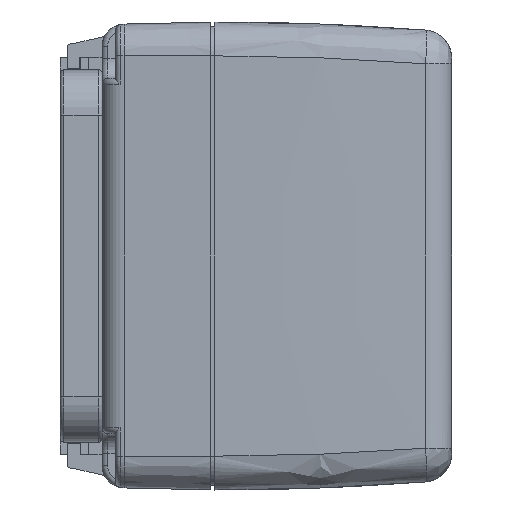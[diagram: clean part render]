
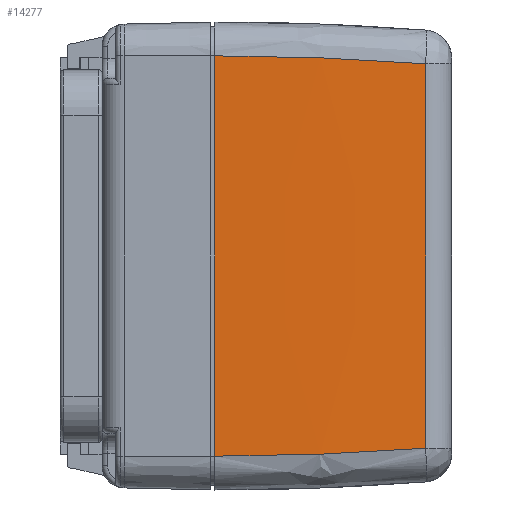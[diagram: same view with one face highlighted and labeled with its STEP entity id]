
A CAD part, left-side view. The second image highlights one B-rep face of the part: STEP entity #14277.
In plain terms, the highlighted free-form (B-spline) face has degree [3, 3] with [4, 4] control points.
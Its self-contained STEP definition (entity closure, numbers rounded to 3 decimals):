
#79 = CARTESIAN_POINT ( 'NONE',  ( -61.829, -11.198, -18.436 ) ) ;
#154 = CARTESIAN_POINT ( 'NONE',  ( -61.857, -10.822, -18.53 ) ) ;
#772 = B_SPLINE_CURVE_WITH_KNOTS ( 'NONE', 3,
 ( #11833, #14793, #79, #20737 ),
 .UNSPECIFIED., .F., .F.,
 ( 4, 4 ),
 ( 0., 1. ),
 .UNSPECIFIED. ) ;
#1925 = CARTESIAN_POINT ( 'NONE',  ( -62.095, -4.966, 16.801 ) ) ;
#2029 = CARTESIAN_POINT ( 'NONE',  ( -61.382, -17.043, 16.097 ) ) ;
#3074 = EDGE_LOOP ( 'NONE', ( #20958, #20583, #34501, #34356 ) ) ;
#3171 = CARTESIAN_POINT ( 'NONE',  ( -61.857, -10.816, 5.035 ) ) ;
#6030 = CARTESIAN_POINT ( 'NONE',  ( -62.095, 1.647, -0.949 ) ) ;
#6055 = B_SPLINE_SURFACE_WITH_KNOTS ( 'NONE', 3, 3, ( 
 ( #32333, #8968, #29529, #11901 ),
 ( #32468, #14858, #35364, #17830 ),
 ( #154, #20797, #3171, #23763 ),
 ( #6149, #26732, #9100, #29653 ) ),
 .UNSPECIFIED., .F., .F., .F.,
 ( 4, 4 ),
 ( 4, 4 ),
 ( 0.187, 18.92 ),
 ( 0.711, 36.267 ),
 .UNSPECIFIED. ) ;
#6149 = CARTESIAN_POINT ( 'NONE',  ( -61.382, -17.043, -18.1 ) ) ;
#6547 = VECTOR ( 'NONE', #14739, 1000. ) ;
#7879 = CARTESIAN_POINT ( 'NONE',  ( -61.382, -17.043, 16.097 ) ) ;
#8968 = CARTESIAN_POINT ( 'NONE',  ( -62.095, 1.647, -6.866 ) ) ;
#9100 = CARTESIAN_POINT ( 'NONE',  ( -61.382, -17.041, 4.804 ) ) ;
#10818 = CARTESIAN_POINT ( 'NONE',  ( -62.095, 1.647, 16.801 ) ) ;
#10916 = CARTESIAN_POINT ( 'NONE',  ( -61.382, -17.041, -6.631 ) ) ;
#11300 = VERTEX_POINT ( 'NONE', #29278 ) ;
#11387 = B_SPLINE_CURVE_WITH_KNOTS ( 'NONE', 3,
 ( #2029, #25598, #10916, #31462 ),
 .UNSPECIFIED., .F., .F.,
 ( 4, 4 ),
 ( 0., 1. ),
 .UNSPECIFIED. ) ;
#11833 = CARTESIAN_POINT ( 'NONE',  ( -62.095, 1.647, -18.699 ) ) ;
#11901 = CARTESIAN_POINT ( 'NONE',  ( -62.095, 1.647, 16.801 ) ) ;
#12122 = CARTESIAN_POINT ( 'NONE',  ( -62.095, 1.647, 16.801 ) ) ;
#12469 = FACE_OUTER_BOUND ( 'NONE', #3074, .T. ) ;
#13494 = EDGE_CURVE ( 'NONE', #25405, #20332, #23086, .T. ) ;
#13720 = CARTESIAN_POINT ( 'NONE',  ( -61.382, -17.043, 16.097 ) ) ;
#14277 = ADVANCED_FACE ( 'NONE', ( #12469 ), #6055, .T. ) ;
#14739 = DIRECTION ( 'NONE',  ( 0., 0., -1. ) ) ;
#14793 = CARTESIAN_POINT ( 'NONE',  ( -62.095, -4.969, -18.699 ) ) ;
#14858 = CARTESIAN_POINT ( 'NONE',  ( -62.095, -4.586, -6.987 ) ) ;
#16008 = EDGE_CURVE ( 'NONE', #20332, #27949, #29980, .T. ) ;
#17830 = CARTESIAN_POINT ( 'NONE',  ( -62.095, -4.592, 16.831 ) ) ;
#20332 = VERTEX_POINT ( 'NONE', #12122 ) ;
#20583 = ORIENTED_EDGE ( 'NONE', *, *, #13494, .T. ) ;
#20737 = CARTESIAN_POINT ( 'NONE',  ( -61.382, -17.043, -17.995 ) ) ;
#20797 = CARTESIAN_POINT ( 'NONE',  ( -61.857, -10.816, -6.933 ) ) ;
#20958 = ORIENTED_EDGE ( 'NONE', *, *, #31387, .F. ) ;
#23086 = B_SPLINE_CURVE_WITH_KNOTS ( 'NONE', 3,
 ( #7879, #34030, #1925, #10818 ),
 .UNSPECIFIED., .F., .F.,
 ( 4, 4 ),
 ( 0., 1. ),
 .UNSPECIFIED. ) ;
#23763 = CARTESIAN_POINT ( 'NONE',  ( -61.857, -10.822, 16.632 ) ) ;
#25405 = VERTEX_POINT ( 'NONE', #13720 ) ;
#25598 = CARTESIAN_POINT ( 'NONE',  ( -61.382, -17.041, 4.733 ) ) ;
#26732 = CARTESIAN_POINT ( 'NONE',  ( -61.382, -17.041, -6.703 ) ) ;
#27949 = VERTEX_POINT ( 'NONE', #29463 ) ;
#27955 = EDGE_CURVE ( 'NONE', #27949, #11300, #772, .T. ) ;
#29278 = CARTESIAN_POINT ( 'NONE',  ( -61.382, -17.043, -17.995 ) ) ;
#29463 = CARTESIAN_POINT ( 'NONE',  ( -62.095, 1.647, -18.699 ) ) ;
#29529 = CARTESIAN_POINT ( 'NONE',  ( -62.095, 1.647, 4.967 ) ) ;
#29653 = CARTESIAN_POINT ( 'NONE',  ( -61.382, -17.043, 16.201 ) ) ;
#29980 = LINE ( 'NONE', #6030, #6547 ) ;
#31387 = EDGE_CURVE ( 'NONE', #25405, #11300, #11387, .T. ) ;
#31462 = CARTESIAN_POINT ( 'NONE',  ( -61.382, -17.043, -17.995 ) ) ;
#32333 = CARTESIAN_POINT ( 'NONE',  ( -62.095, 1.647, -18.699 ) ) ;
#32468 = CARTESIAN_POINT ( 'NONE',  ( -62.095, -4.592, -18.73 ) ) ;
#34030 = CARTESIAN_POINT ( 'NONE',  ( -61.829, -11.195, 16.538 ) ) ;
#34356 = ORIENTED_EDGE ( 'NONE', *, *, #27955, .T. ) ;
#34501 = ORIENTED_EDGE ( 'NONE', *, *, #16008, .T. ) ;
#35364 = CARTESIAN_POINT ( 'NONE',  ( -62.095, -4.586, 5.089 ) ) ;
